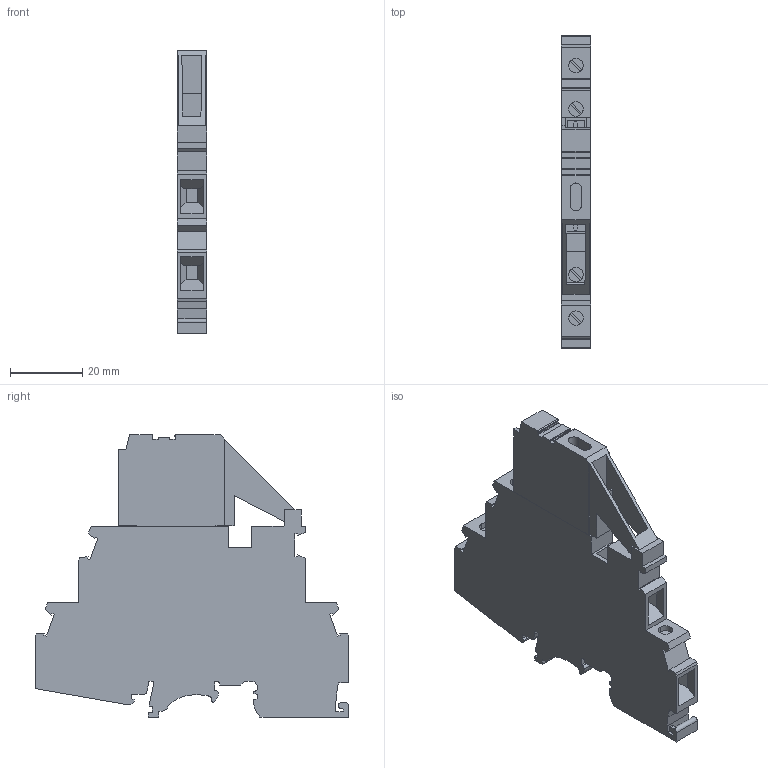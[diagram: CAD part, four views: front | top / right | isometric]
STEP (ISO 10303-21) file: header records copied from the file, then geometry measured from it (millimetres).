
FILE_DESCRIPTION(('Creo Elements/Direct Modeling STEP Export'),'2;1');
FILE_NAME('model.stp','2020-10-28T 0:21:26',(''),(''),'Creo Elements/Direct Modeling STEP processor for AP214 (Solid Model)','Creo Elements/Direct Modeling 20.1A 29-Sep-2018 (C) Parametric Technology GmbH','');
FILE_SCHEMA(('AUTOMOTIVE_DESIGN { 1 0 10303 214 1 1 1 1 }'));
Length unit declared in the file: millimetre
Products named in the file (2): UKK_5-HESILA_250_5X20-select
Assembly tree (1 placements, depth 2):
  UKK_5-HESILA_250_5X20-select
    UKK_5-HESILA_250_5X20-select
Bounding box: 8.15 x 86.55 x 78 mm (x, y, z)
Volume: 33354.1 mm3; surface area: 14142 mm2
Topology: 1 solids, 1 shells, 268 faces, 770 edges, 511 vertices
Faces by surface type: plane 226, cylinder 42
Entity records: 10742 total; most frequent: ORIENTED_EDGE 1540, CARTESIAN_POINT 1523, DIRECTION 1361, EDGE_CURVE 770, VECTOR 663, LINE 663, VERTEX_POINT 511, AXIS2_PLACEMENT_3D 349
